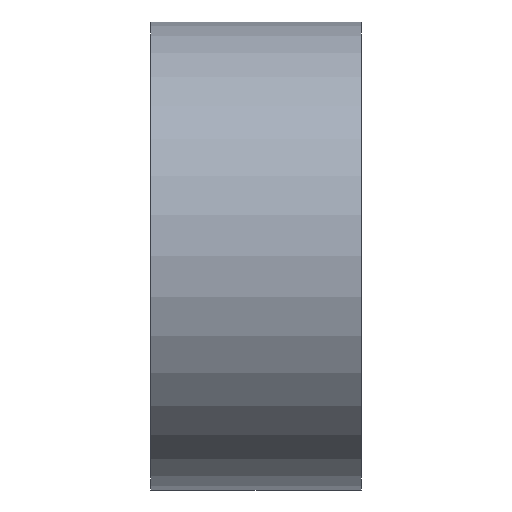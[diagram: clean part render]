
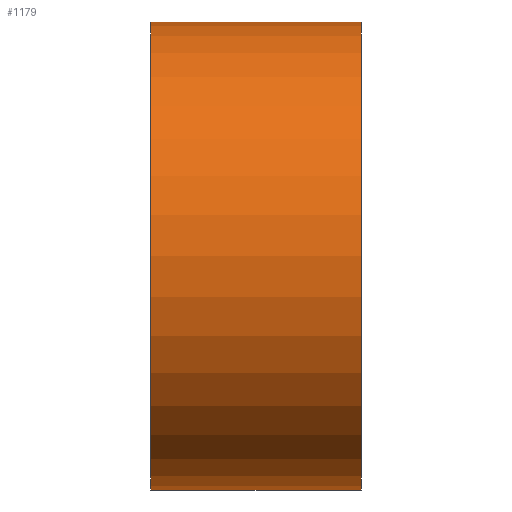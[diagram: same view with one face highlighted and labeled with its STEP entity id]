
A CAD part, front view. The second image highlights one B-rep face of the part: STEP entity #1179.
In plain terms, the highlighted cylindrical face has radius 50 mm (diameter 100 mm), a partial arc.
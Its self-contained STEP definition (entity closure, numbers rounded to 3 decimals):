
#32 = AXIS2_PLACEMENT_3D ( 'NONE', #6042, #6040, #6025 ) ;
#258 = ORIENTED_EDGE ( 'NONE', *, *, #3725, .F. ) ;
#580 = CARTESIAN_POINT ( 'NONE',  ( 0., 0., 0. ) ) ;
#742 = AXIS2_PLACEMENT_3D ( 'NONE', #5533, #5555, #5565 ) ;
#791 = VERTEX_POINT ( 'NONE', #4299 ) ;
#913 = DIRECTION ( 'NONE',  ( -1., 0., 0. ) ) ;
#1082 = CARTESIAN_POINT ( 'NONE',  ( 0., 0., -50. ) ) ;
#1143 = LINE ( 'NONE', #1082, #2508 ) ;
#1179 = ADVANCED_FACE ( 'NONE', ( #3155 ), #5042, .T. ) ;
#1601 = VERTEX_POINT ( 'NONE', #2180 ) ;
#1818 = ORIENTED_EDGE ( 'NONE', *, *, #4022, .F. ) ;
#2180 = CARTESIAN_POINT ( 'NONE',  ( 45., 0., 50. ) ) ;
#2199 = CIRCLE ( 'NONE', #32, 50. ) ;
#2482 = LINE ( 'NONE', #4512, #5165 ) ;
#2508 = VECTOR ( 'NONE', #913, 1000. ) ;
#2615 = VERTEX_POINT ( 'NONE', #3294 ) ;
#2618 = CARTESIAN_POINT ( 'NONE',  ( 0., 0., 50. ) ) ;
#3083 = DIRECTION ( 'NONE',  ( -1., 0., 0. ) ) ;
#3155 = FACE_OUTER_BOUND ( 'NONE', #4808, .T. ) ;
#3294 = CARTESIAN_POINT ( 'NONE',  ( 0., 0., -50. ) ) ;
#3327 = AXIS2_PLACEMENT_3D ( 'NONE', #580, #5233, #5402 ) ;
#3448 = ORIENTED_EDGE ( 'NONE', *, *, #5983, .T. ) ;
#3725 = EDGE_CURVE ( 'NONE', #2615, #5004, #2199, .T. ) ;
#4022 = EDGE_CURVE ( 'NONE', #791, #2615, #1143, .T. ) ;
#4068 = CIRCLE ( 'NONE', #742, 50. ) ;
#4299 = CARTESIAN_POINT ( 'NONE',  ( 45., 0., -50. ) ) ;
#4512 = CARTESIAN_POINT ( 'NONE',  ( 0., 0., 50. ) ) ;
#4808 = EDGE_LOOP ( 'NONE', ( #1818, #3448, #6482, #258 ) ) ;
#5004 = VERTEX_POINT ( 'NONE', #2618 ) ;
#5042 = CYLINDRICAL_SURFACE ( 'NONE', #3327, 50. ) ;
#5165 = VECTOR ( 'NONE', #3083, 1000. ) ;
#5233 = DIRECTION ( 'NONE',  ( -1., 0., 0. ) ) ;
#5402 = DIRECTION ( 'NONE',  ( 0., 0., 1. ) ) ;
#5488 = EDGE_CURVE ( 'NONE', #1601, #5004, #2482, .T. ) ;
#5533 = CARTESIAN_POINT ( 'NONE',  ( 45., 0., 0. ) ) ;
#5555 = DIRECTION ( 'NONE',  ( -1., 0., 0. ) ) ;
#5565 = DIRECTION ( 'NONE',  ( 0., 0., 1. ) ) ;
#5983 = EDGE_CURVE ( 'NONE', #791, #1601, #4068, .T. ) ;
#6025 = DIRECTION ( 'NONE',  ( 0., 0., 1. ) ) ;
#6040 = DIRECTION ( 'NONE',  ( -1., 0., 0. ) ) ;
#6042 = CARTESIAN_POINT ( 'NONE',  ( 0., 0., 0. ) ) ;
#6482 = ORIENTED_EDGE ( 'NONE', *, *, #5488, .T. ) ;
